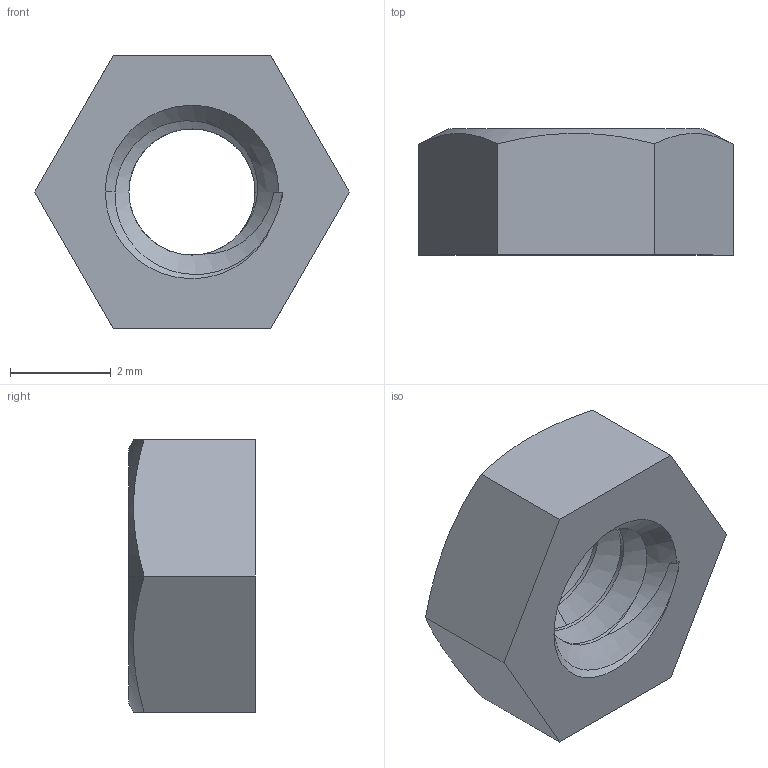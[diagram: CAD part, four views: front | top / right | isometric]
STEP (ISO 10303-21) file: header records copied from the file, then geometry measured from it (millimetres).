
FILE_DESCRIPTION((''),'2;1');
FILE_NAME('LM-M3-NILONG','2020-11-30T16:52:56',('QGLing'),(''),'CREO PARAMETRIC BY PTC INC, 2016510','CREO PARAMETRIC BY PTC INC, 2016510','');
FILE_SCHEMA(('CONFIG_CONTROL_DESIGN'));
Length unit declared in the file: millimetre
Products named in the file (1): LM-M3-NILONG
Bounding box: 6.24 x 2.5 x 5.4 mm (x, y, z)
Volume: 44.2 mm3; surface area: 120.1 mm2
Topology: 1 solids, 1 shells, 23 faces, 59 edges, 38 vertices
Faces by surface type: plane 9, cone 6, bspline 4, cylinder 4
Entity records: 1594 total; most frequent: CARTESIAN_POINT 1049, ORIENTED_EDGE 118, DIRECTION 78, EDGE_CURVE 59, VERTEX_POINT 38, AXIS2_PLACEMENT_3D 27, B_SPLINE_CURVE_WITH_KNOTS 27, EDGE_LOOP 25
